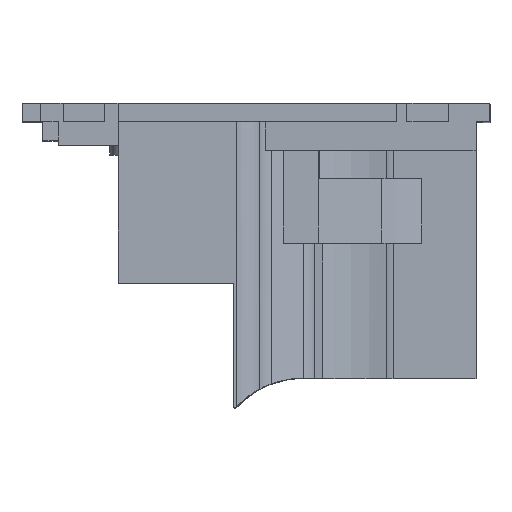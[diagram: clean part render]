
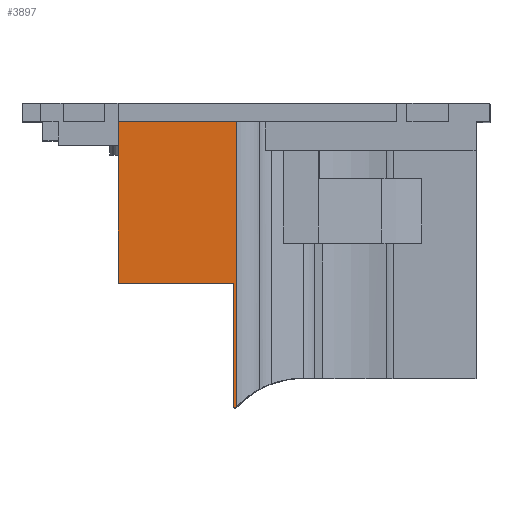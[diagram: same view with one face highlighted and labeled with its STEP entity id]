
A CAD part, top view. The second image highlights one B-rep face of the part: STEP entity #3897.
In plain terms, the highlighted planar face has unit normal (0, 0, 1).
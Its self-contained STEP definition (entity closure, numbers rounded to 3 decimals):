
#88=CIRCLE('',#4117,9.548);
#90=CIRCLE('',#4121,0.1);
#206=FACE_OUTER_BOUND('',#422,.T.);
#422=EDGE_LOOP('',(#2822,#2823,#2824,#2825,#2826,#2827,#2828,#2829,#2830));
#772=LINE('',#5780,#1265);
#775=LINE('',#5847,#1268);
#776=LINE('',#5849,#1269);
#777=LINE('',#5851,#1270);
#778=LINE('',#5853,#1271);
#779=LINE('',#5855,#1272);
#780=LINE('',#5857,#1273);
#1265=VECTOR('',#4626,10.);
#1268=VECTOR('',#4639,10.);
#1269=VECTOR('',#4640,10.);
#1270=VECTOR('',#4641,10.);
#1271=VECTOR('',#4642,10.);
#1272=VECTOR('',#4643,10.);
#1273=VECTOR('',#4644,10.);
#1755=VERTEX_POINT('',#5777);
#1756=VERTEX_POINT('',#5779);
#1757=VERTEX_POINT('',#5792);
#1765=VERTEX_POINT('',#5846);
#1766=VERTEX_POINT('',#5848);
#1767=VERTEX_POINT('',#5850);
#1768=VERTEX_POINT('',#5852);
#1769=VERTEX_POINT('',#5854);
#1770=VERTEX_POINT('',#5856);
#2171=EDGE_CURVE('',#1755,#1756,#772,.T.);
#2173=EDGE_CURVE('',#1757,#1756,#88,.T.);
#2182=EDGE_CURVE('',#1765,#1755,#775,.T.);
#2183=EDGE_CURVE('',#1765,#1766,#776,.T.);
#2184=EDGE_CURVE('',#1767,#1766,#777,.T.);
#2185=EDGE_CURVE('',#1767,#1768,#778,.T.);
#2186=EDGE_CURVE('',#1768,#1769,#779,.T.);
#2187=EDGE_CURVE('',#1769,#1770,#780,.T.);
#2188=EDGE_CURVE('',#1757,#1770,#90,.T.);
#2822=ORIENTED_EDGE('',*,*,#2171,.F.);
#2823=ORIENTED_EDGE('',*,*,#2182,.F.);
#2824=ORIENTED_EDGE('',*,*,#2183,.T.);
#2825=ORIENTED_EDGE('',*,*,#2184,.F.);
#2826=ORIENTED_EDGE('',*,*,#2185,.T.);
#2827=ORIENTED_EDGE('',*,*,#2186,.T.);
#2828=ORIENTED_EDGE('',*,*,#2187,.T.);
#2829=ORIENTED_EDGE('',*,*,#2188,.F.);
#2830=ORIENTED_EDGE('',*,*,#2173,.T.);
#3728=PLANE('',#4120);
#3897=ADVANCED_FACE('',(#206),#3728,.T.);
#4117=AXIS2_PLACEMENT_3D('',#5793,#4629,#4630);
#4120=AXIS2_PLACEMENT_3D('',#5845,#4637,#4638);
#4121=AXIS2_PLACEMENT_3D('',#5858,#4645,#4646);
#4626=DIRECTION('',(0.,-1.,0.));
#4629=DIRECTION('center_axis',(0.,0.,-1.));
#4630=DIRECTION('ref_axis',(-0.765,0.644,0.));
#4637=DIRECTION('center_axis',(0.,0.,1.));
#4638=DIRECTION('ref_axis',(-1.,0.,0.));
#4639=DIRECTION('',(1.,0.,0.));
#4640=DIRECTION('',(-1.,0.,0.));
#4641=DIRECTION('',(1.,0.,0.));
#4642=DIRECTION('',(0.,-1.,0.));
#4643=DIRECTION('',(1.,0.,0.));
#4644=DIRECTION('',(0.,-1.,0.));
#4645=DIRECTION('center_axis',(0.,0.,-1.));
#4646=DIRECTION('ref_axis',(-0.356,-0.935,0.));
#5777=CARTESIAN_POINT('',(-27.164,-2.,-2.));
#5779=CARTESIAN_POINT('',(-27.164,-32.575,-2.));
#5780=CARTESIAN_POINT('',(-27.164,-2.,-2.));
#5792=CARTESIAN_POINT('',(-27.275,-32.698,-2.));
#5793=CARTESIAN_POINT('Origin',(-20.145,-39.048,-2.));
#5845=CARTESIAN_POINT('Origin',(-25.238,-2.,-2.));
#5846=CARTESIAN_POINT('',(-29.25,-2.,-2.));
#5847=CARTESIAN_POINT('',(-27.134,-2.,-2.));
#5848=CARTESIAN_POINT('',(-37.75,-2.,-2.));
#5849=CARTESIAN_POINT('',(-25.238,-2.,-2.));
#5850=CARTESIAN_POINT('',(-39.88,-2.,-2.));
#5851=CARTESIAN_POINT('',(-27.134,-2.,-2.));
#5852=CARTESIAN_POINT('',(-39.88,-19.3,-2.));
#5853=CARTESIAN_POINT('',(-39.88,-2.,-2.));
#5854=CARTESIAN_POINT('',(-27.45,-19.3,-2.));
#5855=CARTESIAN_POINT('',(-29.949,-19.3,-2.));
#5856=CARTESIAN_POINT('',(-27.45,-32.632,-2.));
#5857=CARTESIAN_POINT('',(-27.45,-17.45,-2.));
#5858=CARTESIAN_POINT('Origin',(-27.35,-32.632,-2.));
